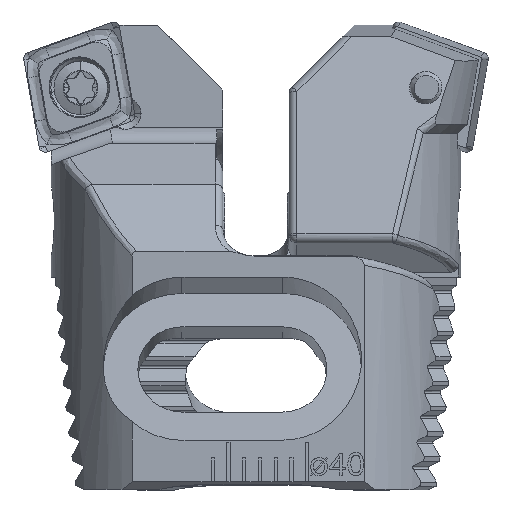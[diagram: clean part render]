
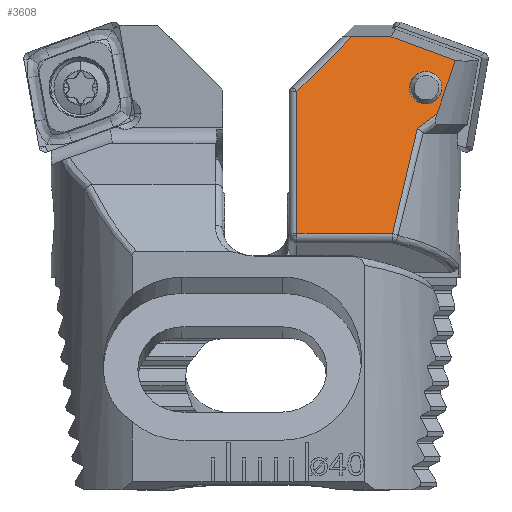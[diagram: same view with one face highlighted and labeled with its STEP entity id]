
A CAD part, top view. The second image highlights one B-rep face of the part: STEP entity #3608.
In plain terms, the highlighted face is planar.
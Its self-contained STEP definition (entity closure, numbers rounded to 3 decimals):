
#67 = DIRECTION ( 'NONE',  ( -1., 0.007, 0.002 ) ) ;
#84 = VECTOR ( 'NONE', #766, 1000. ) ;
#132 = FACE_BOUND ( 'NONE', #10720, .T. ) ;
#189 = VERTEX_POINT ( 'NONE', #8798 ) ;
#254 = EDGE_CURVE ( 'NONE', #11959, #3616, #6547, .T. ) ;
#284 = CARTESIAN_POINT ( 'NONE',  ( 2.947, -4.182, -6.792 ) ) ;
#291 = CARTESIAN_POINT ( 'NONE',  ( 2.919, -2.132, -6.242 ) ) ;
#328 = ORIENTED_EDGE ( 'NONE', *, *, #8580, .T. ) ;
#362 = CARTESIAN_POINT ( 'NONE',  ( 4.971, -2.132, -6.242 ) ) ;
#382 = EDGE_CURVE ( 'NONE', #8193, #11959, #3121, .T. ) ;
#509 = CARTESIAN_POINT ( 'NONE',  ( 29.243, -1.096, -5.965 ) ) ;
#712 = LINE ( 'NONE', #6104, #8073 ) ;
#766 = DIRECTION ( 'NONE',  ( -1., 0., 0. ) ) ;
#789 = VERTEX_POINT ( 'NONE', #2087 ) ;
#1016 = ORIENTED_EDGE ( 'NONE', *, *, #254, .T. ) ;
#1268 = VERTEX_POINT ( 'NONE', #12319 ) ;
#1355 = CARTESIAN_POINT ( 'NONE',  ( 5., -4.182, -6.792 ) ) ;
#1405 = VECTOR ( 'NONE', #67, 1000. ) ;
#1600 = CARTESIAN_POINT ( 'NONE',  ( 5., -4.182, -6.792 ) ) ;
#1805 = ORIENTED_EDGE ( 'NONE', *, *, #2833, .T. ) ;
#1962 = EDGE_CURVE ( 'NONE', #1268, #789, #6543, .T. ) ;
#1980 = CARTESIAN_POINT ( 'NONE',  ( 12.15, -0.147, -5.71 ) ) ;
#2087 = CARTESIAN_POINT ( 'NONE',  ( 6.179, -0.942, -5.923 ) ) ;
#2124 = EDGE_CURVE ( 'NONE', #1268, #189, #7875, .T. ) ;
#2293 = EDGE_LOOP ( 'NONE', ( #1016, #1805, #8212, #12145, #8032, #10107, #328, #4193 ) ) ;
#2443 = AXIS2_PLACEMENT_3D ( 'NONE', #5695, #4976, #4898 ) ;
#2451 = CARTESIAN_POINT ( 'NONE',  ( 4.503, -6.763, -7.483 ) ) ;
#2699 = ORIENTED_EDGE ( 'NONE', *, *, #3420, .T. ) ;
#2833 = EDGE_CURVE ( 'NONE', #3616, #9893, #5289, .T. ) ;
#2888 = DIRECTION ( 'NONE',  ( 0., -0.966, -0.259 ) ) ;
#3045 = CARTESIAN_POINT ( 'NONE',  ( 3.26, -5.862, -7.241 ) ) ;
#3080 = VERTEX_POINT ( 'NONE', #5339 ) ;
#3121 =( BOUNDED_CURVE ( )  B_SPLINE_CURVE ( 3, ( #3430, #8910, #3220, #2451 ),
 .UNSPECIFIED., .F., .F. ) 
 B_SPLINE_CURVE_WITH_KNOTS ( ( 4, 4 ),
 ( 3.891, 4.09 ),
 .UNSPECIFIED. ) 
 CURVE ( )  GEOMETRIC_REPRESENTATION_ITEM ( )  RATIONAL_B_SPLINE_CURVE ( ( 1., 0.997, 0.997, 1. ) ) 
 REPRESENTATION_ITEM ( '' )  );
#3136 = CARTESIAN_POINT ( 'NONE',  ( 4.503, -6.763, -7.483 ) ) ;
#3220 = CARTESIAN_POINT ( 'NONE',  ( 4.968, -9.178, -8.13 ) ) ;
#3420 = EDGE_CURVE ( 'NONE', #3080, #4617, #6308, .T. ) ;
#3430 = CARTESIAN_POINT ( 'NONE',  ( 6.078, -13.434, -9.271 ) ) ;
#3465 = VERTEX_POINT ( 'NONE', #11432 ) ;
#3608 = ADVANCED_FACE ( 'NONE', ( #132, #7543 ), #5066, .F. ) ;
#3616 = VERTEX_POINT ( 'NONE', #4774 ) ;
#3864 = CARTESIAN_POINT ( 'NONE',  ( 6.078, -13.434, -9.271 ) ) ;
#4193 = ORIENTED_EDGE ( 'NONE', *, *, #382, .T. ) ;
#4617 = VERTEX_POINT ( 'NONE', #5529 ) ;
#4774 = CARTESIAN_POINT ( 'NONE',  ( 3.26, -5.862, -7.241 ) ) ;
#4898 = DIRECTION ( 'NONE',  ( 0., -0.966, -0.259 ) ) ;
#4976 = DIRECTION ( 'NONE',  ( 0., -0.259, 0.966 ) ) ;
#5066 = PLANE ( 'NONE',  #2443 ) ;
#5083 = LINE ( 'NONE', #1980, #12329 ) ;
#5193 = CARTESIAN_POINT ( 'NONE',  ( 2.976, -6.232, -7.341 ) ) ;
#5289 =( BOUNDED_CURVE ( )  B_SPLINE_CURVE ( 3, ( #8996, #9206, #8953, #8939 ),
 .UNSPECIFIED., .F., .T. ) 
 B_SPLINE_CURVE_WITH_KNOTS ( ( 4, 4 ),
 ( 4.168, 4.25 ),
 .UNSPECIFIED. ) 
 CURVE ( )  GEOMETRIC_REPRESENTATION_ITEM ( )  RATIONAL_B_SPLINE_CURVE ( ( 1., 0.999, 0.999, 1. ) ) 
 REPRESENTATION_ITEM ( '' )  );
#5339 = CARTESIAN_POINT ( 'NONE',  ( 5., -4.182, -6.792 ) ) ;
#5529 = CARTESIAN_POINT ( 'NONE',  ( 2.947, -4.182, -6.792 ) ) ;
#5637 = EDGE_CURVE ( 'NONE', #4617, #3080, #11601, .T. ) ;
#5695 = CARTESIAN_POINT ( 'NONE',  ( 29.25, -0.147, -5.71 ) ) ;
#6031 = EDGE_CURVE ( 'NONE', #189, #3465, #5083, .T. ) ;
#6034 = CARTESIAN_POINT ( 'NONE',  ( 4.084, -6.469, -7.404 ) ) ;
#6104 = CARTESIAN_POINT ( 'NONE',  ( 26.553, 6.627, -3.895 ) ) ;
#6308 =( BOUNDED_CURVE ( )  B_SPLINE_CURVE ( 3, ( #1600, #362, #291, #284 ),
 .UNSPECIFIED., .F., .F. ) 
 B_SPLINE_CURVE_WITH_KNOTS ( ( 4, 4 ),
 ( 4.519, 7.661 ),
 .UNSPECIFIED. ) 
 CURVE ( )  GEOMETRIC_REPRESENTATION_ITEM ( )  RATIONAL_B_SPLINE_CURVE ( ( 1., 0.333, 0.333, 1. ) ) 
 REPRESENTATION_ITEM ( '' )  );
#6543 = LINE ( 'NONE', #509, #1405 ) ;
#6547 = B_SPLINE_CURVE_WITH_KNOTS ( 'NONE', 3,
 ( #3136, #6034, #6835, #3045 ),
 .UNSPECIFIED., .F., .F.,
 ( 4, 4 ),
 ( 0., 0.002 ),
 .UNSPECIFIED. ) ;
#6835 = CARTESIAN_POINT ( 'NONE',  ( 3.67, -6.168, -7.324 ) ) ;
#6952 = EDGE_CURVE ( 'NONE', #9893, #789, #712, .T. ) ;
#7141 = CARTESIAN_POINT ( 'NONE',  ( 5.029, -6.232, -7.341 ) ) ;
#7218 = ORIENTED_EDGE ( 'NONE', *, *, #5637, .T. ) ;
#7543 = FACE_OUTER_BOUND ( 'NONE', #2293, .T. ) ;
#7875 = LINE ( 'NONE', #9137, #10054 ) ;
#8032 = ORIENTED_EDGE ( 'NONE', *, *, #2124, .T. ) ;
#8073 = VECTOR ( 'NONE', #11738, 1000. ) ;
#8193 = VERTEX_POINT ( 'NONE', #3864 ) ;
#8212 = ORIENTED_EDGE ( 'NONE', *, *, #6952, .T. ) ;
#8580 = EDGE_CURVE ( 'NONE', #3465, #8193, #9942, .T. ) ;
#8798 = CARTESIAN_POINT ( 'NONE',  ( 12.15, -4.413, -6.853 ) ) ;
#8910 = CARTESIAN_POINT ( 'NONE',  ( 5.495, -11.409, -8.728 ) ) ;
#8939 = CARTESIAN_POINT ( 'NONE',  ( 2.094, -2.46, -6.33 ) ) ;
#8953 = CARTESIAN_POINT ( 'NONE',  ( 2.475, -3.622, -6.641 ) ) ;
#8996 = CARTESIAN_POINT ( 'NONE',  ( 3.26, -5.862, -7.241 ) ) ;
#9098 = DIRECTION ( 'NONE',  ( 0.695, -0.695, -0.186 ) ) ;
#9137 = CARTESIAN_POINT ( 'NONE',  ( 18.197, -10.459, -8.473 ) ) ;
#9206 = CARTESIAN_POINT ( 'NONE',  ( 2.864, -4.757, -6.945 ) ) ;
#9784 = CARTESIAN_POINT ( 'NONE',  ( 2.094, -2.46, -6.33 ) ) ;
#9893 = VERTEX_POINT ( 'NONE', #9784 ) ;
#9942 = LINE ( 'NONE', #10272, #84 ) ;
#10054 = VECTOR ( 'NONE', #9098, 1000. ) ;
#10107 = ORIENTED_EDGE ( 'NONE', *, *, #6031, .T. ) ;
#10272 = CARTESIAN_POINT ( 'NONE',  ( 29.25, -13.434, -9.271 ) ) ;
#10720 = EDGE_LOOP ( 'NONE', ( #2699, #7218 ) ) ;
#11185 = CARTESIAN_POINT ( 'NONE',  ( 4.503, -6.763, -7.483 ) ) ;
#11432 = CARTESIAN_POINT ( 'NONE',  ( 12.15, -13.434, -9.271 ) ) ;
#11601 =( BOUNDED_CURVE ( )  B_SPLINE_CURVE ( 3, ( #11795, #5193, #7141, #1355 ),
 .UNSPECIFIED., .F., .F. ) 
 B_SPLINE_CURVE_WITH_KNOTS ( ( 4, 4 ),
 ( 1.378, 4.519 ),
 .UNSPECIFIED. ) 
 CURVE ( )  GEOMETRIC_REPRESENTATION_ITEM ( )  RATIONAL_B_SPLINE_CURVE ( ( 1., 0.333, 0.333, 1. ) ) 
 REPRESENTATION_ITEM ( '' )  );
#11738 = DIRECTION ( 'NONE',  ( 0.933, 0.347, 0.093 ) ) ;
#11795 = CARTESIAN_POINT ( 'NONE',  ( 2.947, -4.182, -6.792 ) ) ;
#11959 = VERTEX_POINT ( 'NONE', #11185 ) ;
#12145 = ORIENTED_EDGE ( 'NONE', *, *, #1962, .F. ) ;
#12319 = CARTESIAN_POINT ( 'NONE',  ( 8.697, -0.959, -5.928 ) ) ;
#12329 = VECTOR ( 'NONE', #2888, 1000. ) ;
